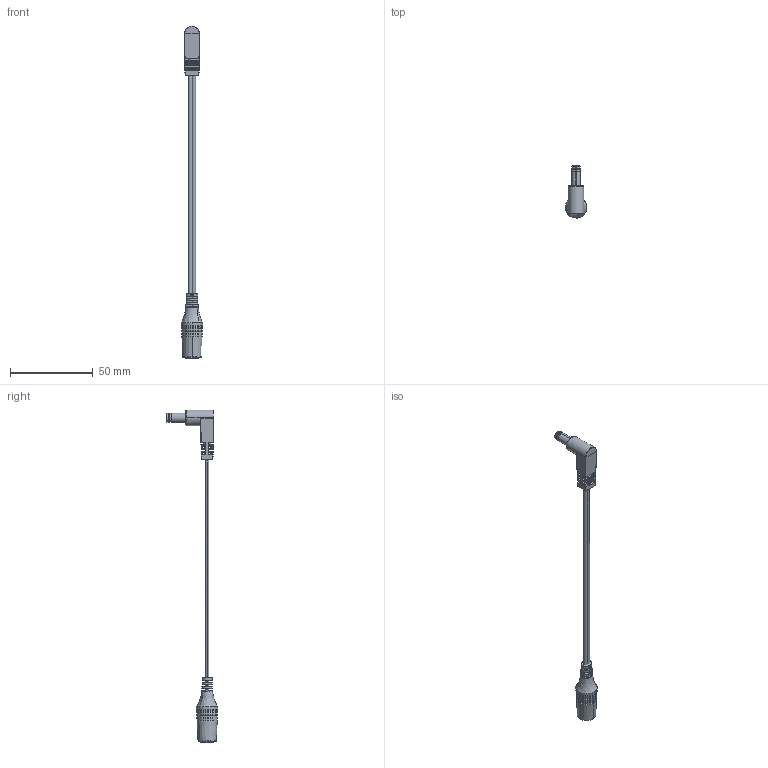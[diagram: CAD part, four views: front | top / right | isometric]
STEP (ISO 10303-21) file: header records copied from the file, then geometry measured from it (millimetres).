
FILE_DESCRIPTION (( 'STEP AP203' ), '1' );
FILE_NAME ('053-0386R.step', '2016-09-15T23:06:21', ( '' ), ( '' ), 'SwSTEP 2.0', 'SolidWorks 2015', '' );
FILE_SCHEMA (( 'CONFIG_CONTROL_DESIGN' ));
Length unit declared in the file: millimetre
Products named in the file (13): 50-00027 contact; 50-00351 insulator; 50-00027 insulator; 30-00007_wbc; 24-00072_default; 50-00351; 053-0386R; 50-00027 pin; 24-00054; 50-00351 contact; 50-00027; 50-00027 shell; 50-00351 shell
Assembly tree (12 placements, depth 3):
  053-0386R
    30-00007_wbc
    24-00072_default
    24-00054
    50-00351
      50-00351 shell
      50-00351 contact
      50-00351 insulator
    50-00027
      50-00027 shell
      50-00027 insulator
      50-00027 pin
      50-00027 contact
Bounding box: 12.99 x 31.3 x 200.81 mm (x, y, z)
Volume: 7201.7 mm3; surface area: 9140.2 mm2
Topology: 18 solids, 18 shells, 702 faces, 1765 edges, 1063 vertices
Faces by surface type: plane 243, cylinder 226, bspline 100, cone 53, sphere 49, torus 31
Entity records: 28054 total; most frequent: CARTESIAN_POINT 10980, ORIENTED_EDGE 3450, DIRECTION 3061, EDGE_CURVE 1725, AXIS2_PLACEMENT_3D 1173, VERTEX_POINT 1063, EDGE_LOOP 738, LINE 715
